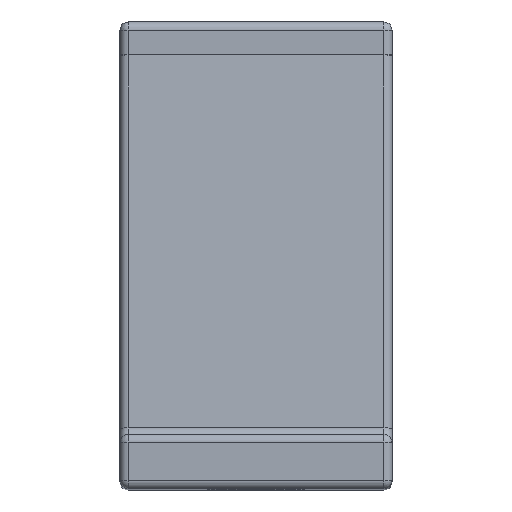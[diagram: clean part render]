
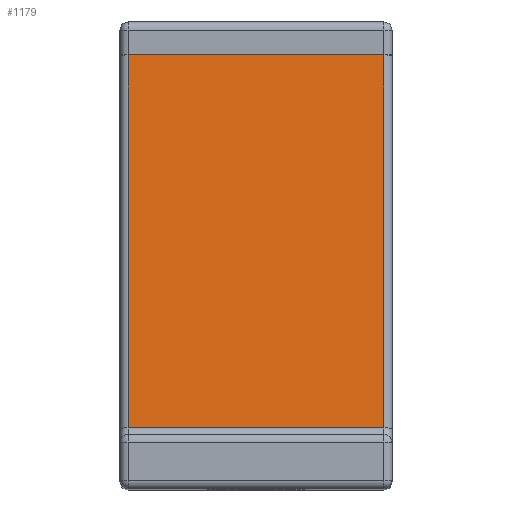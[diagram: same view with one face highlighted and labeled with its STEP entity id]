
A CAD part, top view. The second image highlights one B-rep face of the part: STEP entity #1179.
In plain terms, the highlighted planar face has unit normal (0, 0.071, 0.998).
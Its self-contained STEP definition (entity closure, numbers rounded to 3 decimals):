
#42=PLANE('',#1355);
#67=LINE('',#1922,#145);
#99=LINE('',#2067,#177);
#101=LINE('',#2070,#179);
#108=LINE('',#2081,#186);
#145=VECTOR('',#1510,10.);
#177=VECTOR('',#1690,10.);
#179=VECTOR('',#1694,10.);
#186=VECTOR('',#1709,10.);
#307=FACE_OUTER_BOUND('',#391,.T.);
#391=EDGE_LOOP('',(#1043,#1044,#1045,#1046));
#528=VERTEX_POINT('',#1892);
#536=VERTEX_POINT('',#1912);
#540=VERTEX_POINT('',#1927);
#551=VERTEX_POINT('',#1953);
#645=EDGE_CURVE('',#536,#528,#67,.T.);
#720=EDGE_CURVE('',#540,#551,#99,.T.);
#722=EDGE_CURVE('',#551,#536,#101,.T.);
#729=EDGE_CURVE('',#528,#540,#108,.T.);
#1043=ORIENTED_EDGE('',*,*,#720,.F.);
#1044=ORIENTED_EDGE('',*,*,#729,.F.);
#1045=ORIENTED_EDGE('',*,*,#645,.F.);
#1046=ORIENTED_EDGE('',*,*,#722,.F.);
#1179=ADVANCED_FACE('',(#307),#42,.T.);
#1355=AXIS2_PLACEMENT_3D('',#2116,#1751,#1752);
#1510=DIRECTION('',(1.,0.,0.));
#1690=DIRECTION('',(-1.,0.,0.));
#1694=DIRECTION('',(0.,0.997,-0.071));
#1709=DIRECTION('',(0.,-0.997,0.071));
#1751=DIRECTION('center_axis',(0.,0.071,0.997));
#1752=DIRECTION('ref_axis',(1.,0.,0.));
#1892=CARTESIAN_POINT('',(9.7,15.989,-25.999));
#1912=CARTESIAN_POINT('',(0.3,15.989,-25.999));
#1922=CARTESIAN_POINT('',(0.,15.989,-25.999));
#1927=CARTESIAN_POINT('',(9.7,2.279,-25.02));
#1953=CARTESIAN_POINT('',(0.3,2.279,-25.02));
#2067=CARTESIAN_POINT('',(2.5,2.279,-25.02));
#2070=CARTESIAN_POINT('',(0.3,1.129,-24.938));
#2081=CARTESIAN_POINT('',(9.7,0.117,-24.865));
#2116=CARTESIAN_POINT('Origin',(0.,2.,-25.));
